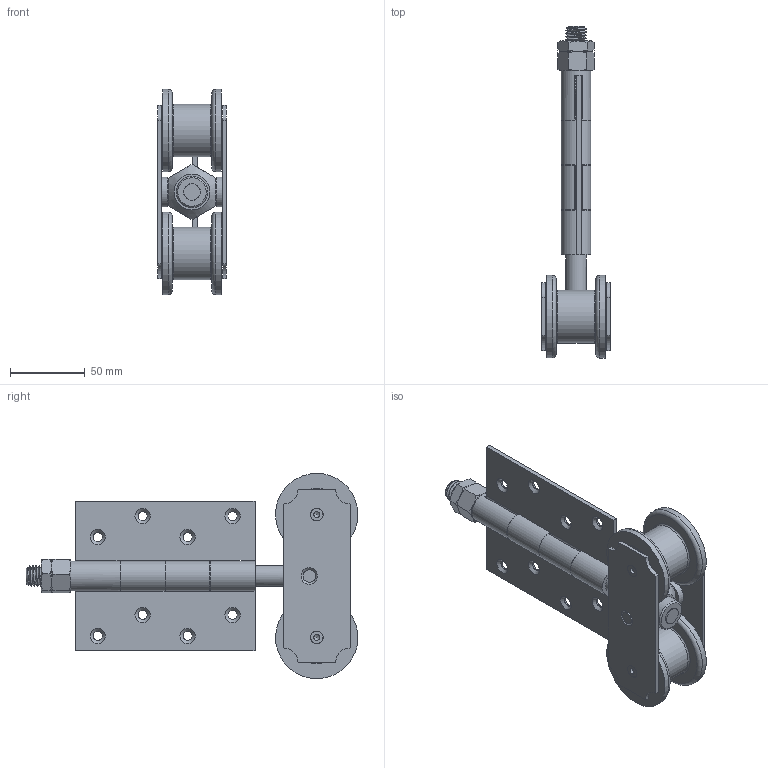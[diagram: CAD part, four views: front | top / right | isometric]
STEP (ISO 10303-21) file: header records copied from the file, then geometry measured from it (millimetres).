
FILE_DESCRIPTION(/* description */ (''),/* implementation_level */ '2;1');
FILE_NAME(/* name */ '562.stp',/* time_stamp */ '2016-01-26T14:33:37+01:00',/* author */ ('Giuliano'),/* organization */ (''),/* preprocessor_version */ 'ST-DEVELOPER v15.6',/* originating_system */ 'Autodesk Inventor 2015',/* authorisation */ '');
FILE_SCHEMA (('AUTOMOTIVE_DESIGN { 1 0 10303 214 3 1 1 }'));
Length unit declared in the file: millimetre
Products named in the file (1): Pièce2
Bounding box: 46 x 221.5 x 136.99 mm (x, y, z)
Volume: 226304.6 mm3; surface area: 116151.4 mm2
Topology: 4 solids, 4 shells, 493 faces, 1373 edges, 844 vertices
Faces by surface type: plane 223, cylinder 204, cone 52, torus 12, bspline 2
Full cylindrical faces by diameter (mm): 4 x4, 6.2 x8, 8.3 x8, 8.5 x8, 11 x1, 11.2 x1, 14 x1, 14.5 x1, 14.8 x1, 16 x2, 16.2 x2, 20 x3, 21 x1, 25.8 x2, 26.15 x2, 35 x6, 55 x4
Entity records: 18866 total; most frequent: CARTESIAN_POINT 5740, DIRECTION 2792, ORIENTED_EDGE 2446, EDGE_CURVE 1223, AXIS2_PLACEMENT_3D 1185, VERTEX_POINT 796, CIRCLE 694, EDGE_LOOP 671
